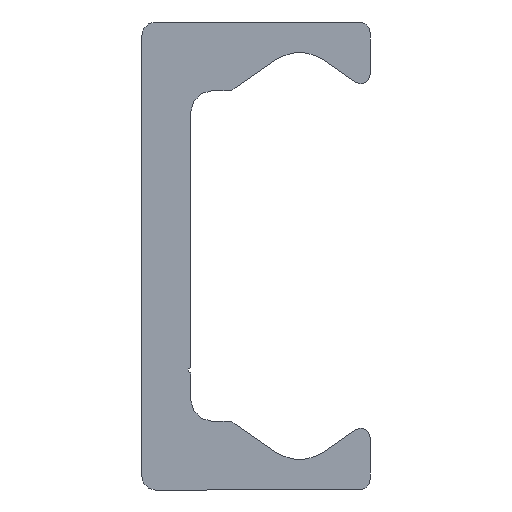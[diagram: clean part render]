
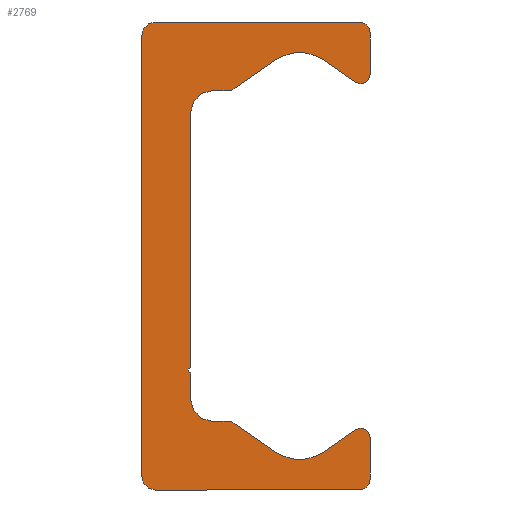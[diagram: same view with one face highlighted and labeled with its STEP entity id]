
A CAD part, left-side view. The second image highlights one B-rep face of the part: STEP entity #2769.
In plain terms, the highlighted planar face has unit normal (-1, 0, 0).
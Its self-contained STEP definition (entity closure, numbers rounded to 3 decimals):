
#1716=CARTESIAN_POINT('',(0.0,9.25,-21.5));
#1717=VERTEX_POINT('',#1716);
#1724=CARTESIAN_POINT('',(0.0,10.5,-20.25));
#1725=VERTEX_POINT('',#1724);
#1726=CARTESIAN_POINT('',(0.0,9.25,-20.25));
#1727=DIRECTION('',(1.0,0.0,0.0));
#1728=DIRECTION('',(0.0,0.0,-1.0));
#1729=AXIS2_PLACEMENT_3D('',#1726,#1727,#1728);
#1730=CIRCLE('',#1729,1.25);
#1731=EDGE_CURVE('',#1717,#1725,#1730,.T.);
#1755=CARTESIAN_POINT('',(0.0,-9.5,-21.5));
#1756=VERTEX_POINT('',#1755);
#1763=CARTESIAN_POINT('',(0.0,-9.5,-21.5));
#1764=DIRECTION('',(0.0,1.0,0.0));
#1765=VECTOR('',#1764,18.75);
#1766=LINE('',#1763,#1765);
#1767=EDGE_CURVE('',#1756,#1717,#1766,.T.);
#1787=CARTESIAN_POINT('',(0.0,-10.5,-20.5));
#1788=VERTEX_POINT('',#1787);
#1795=CARTESIAN_POINT('',(0.0,-9.5,-20.5));
#1796=DIRECTION('',(1.0,0.0,0.0));
#1797=DIRECTION('',(0.0,-1.0,0.0));
#1798=AXIS2_PLACEMENT_3D('',#1795,#1796,#1797);
#1799=CIRCLE('',#1798,1.0);
#1800=EDGE_CURVE('',#1788,#1756,#1799,.T.);
#1819=CARTESIAN_POINT('',(0.0,-10.5,-16.65));
#1820=VERTEX_POINT('',#1819);
#1827=CARTESIAN_POINT('',(0.0,-10.5,-16.65));
#1828=DIRECTION('',(0.0,0.0,-1.0));
#1829=VECTOR('',#1828,3.85);
#1830=LINE('',#1827,#1829);
#1831=EDGE_CURVE('',#1820,#1788,#1830,.T.);
#1851=CARTESIAN_POINT('',(0.0,-9.162,-15.954));
#1852=VERTEX_POINT('',#1851);
#1859=CARTESIAN_POINT('',(0.0,-9.65,-16.65));
#1860=DIRECTION('',(1.0,0.0,0.0));
#1861=DIRECTION('',(0.0,0.574,0.819));
#1862=AXIS2_PLACEMENT_3D('',#1859,#1860,#1861);
#1863=CIRCLE('',#1862,0.85);
#1864=EDGE_CURVE('',#1852,#1820,#1863,.T.);
#1883=CARTESIAN_POINT('',(0.0,-6.294,-17.962));
#1884=VERTEX_POINT('',#1883);
#1891=CARTESIAN_POINT('',(0.0,-6.294,-17.962));
#1892=DIRECTION('',(0.0,-0.819,0.574));
#1893=VECTOR('',#1892,3.501);
#1894=LINE('',#1891,#1893);
#1895=EDGE_CURVE('',#1884,#1852,#1894,.T.);
#1915=CARTESIAN_POINT('',(0.0,-1.706,-17.962));
#1916=VERTEX_POINT('',#1915);
#1923=CARTESIAN_POINT('',(0.0,-4.,-14.685));
#1924=DIRECTION('',(-1.0,0.0,0.0));
#1925=DIRECTION('',(0.0,0.574,0.819));
#1926=AXIS2_PLACEMENT_3D('',#1923,#1924,#1925);
#1927=CIRCLE('',#1926,4.0);
#1928=EDGE_CURVE('',#1916,#1884,#1927,.T.);
#1947=CARTESIAN_POINT('',(0.0,1.981,-15.381));
#1948=VERTEX_POINT('',#1947);
#1955=CARTESIAN_POINT('',(0.0,1.981,-15.381));
#1956=DIRECTION('',(0.0,-0.819,-0.574));
#1957=VECTOR('',#1956,4.5);
#1958=LINE('',#1955,#1957);
#1959=EDGE_CURVE('',#1948,#1916,#1958,.T.);
#1979=CARTESIAN_POINT('',(0.0,2.554,-15.2));
#1980=VERTEX_POINT('',#1979);
#1987=CARTESIAN_POINT('',(0.0,2.554,-16.2));
#1988=DIRECTION('',(1.0,0.0,0.0));
#1989=DIRECTION('',(0.0,0.0,1.0));
#1990=AXIS2_PLACEMENT_3D('',#1987,#1988,#1989);
#1991=CIRCLE('',#1990,1.);
#1992=EDGE_CURVE('',#1980,#1948,#1991,.T.);
#2011=CARTESIAN_POINT('',(0.0,4.0,-15.2));
#2012=VERTEX_POINT('',#2011);
#2019=CARTESIAN_POINT('',(0.0,4.0,-15.2));
#2020=DIRECTION('',(0.0,-1.0,0.0));
#2021=VECTOR('',#2020,1.446);
#2022=LINE('',#2019,#2021);
#2023=EDGE_CURVE('',#2012,#1980,#2022,.T.);
#2043=CARTESIAN_POINT('',(0.0,6.,-13.2));
#2044=VERTEX_POINT('',#2043);
#2051=CARTESIAN_POINT('',(0.0,4.,-13.2));
#2052=DIRECTION('',(-1.0,0.0,0.0));
#2053=DIRECTION('',(0.0,0.0,1.0));
#2054=AXIS2_PLACEMENT_3D('',#2051,#2052,#2053);
#2055=CIRCLE('',#2054,2.0);
#2056=EDGE_CURVE('',#2044,#2012,#2055,.T.);
#2075=CARTESIAN_POINT('',(0.0,6.,-10.75));
#2076=VERTEX_POINT('',#2075);
#2083=CARTESIAN_POINT('',(0.0,6.,-10.75));
#2084=DIRECTION('',(0.0,0.0,-1.0));
#2085=VECTOR('',#2084,2.45);
#2086=LINE('',#2083,#2085);
#2087=EDGE_CURVE('',#2076,#2044,#2086,.T.);
#2107=CARTESIAN_POINT('',(0.0,6.,-10.25));
#2108=VERTEX_POINT('',#2107);
#2115=CARTESIAN_POINT('',(0.0,6.,-10.5));
#2116=DIRECTION('',(-1.0,0.0,0.0));
#2117=DIRECTION('',(0.0,0.0,1.0));
#2118=AXIS2_PLACEMENT_3D('',#2115,#2116,#2117);
#2119=CIRCLE('',#2118,0.25);
#2120=EDGE_CURVE('',#2108,#2076,#2119,.T.);
#2139=CARTESIAN_POINT('',(0.0,6.,13.2));
#2140=VERTEX_POINT('',#2139);
#2147=CARTESIAN_POINT('',(0.0,6.,13.2));
#2148=DIRECTION('',(0.0,0.0,-1.0));
#2149=VECTOR('',#2148,23.45);
#2150=LINE('',#2147,#2149);
#2151=EDGE_CURVE('',#2140,#2108,#2150,.T.);
#2273=CARTESIAN_POINT('',(0.0,4.0,15.2));
#2274=VERTEX_POINT('',#2273);
#2281=CARTESIAN_POINT('',(0.0,4.,13.2));
#2282=DIRECTION('',(-1.0,0.0,0.0));
#2283=DIRECTION('',(0.0,-1.0,0.0));
#2284=AXIS2_PLACEMENT_3D('',#2281,#2282,#2283);
#2285=CIRCLE('',#2284,2.0);
#2286=EDGE_CURVE('',#2274,#2140,#2285,.T.);
#2305=CARTESIAN_POINT('',(0.0,2.554,15.2));
#2306=VERTEX_POINT('',#2305);
#2313=CARTESIAN_POINT('',(0.0,2.554,15.2));
#2314=DIRECTION('',(0.0,1.0,0.0));
#2315=VECTOR('',#2314,1.446);
#2316=LINE('',#2313,#2315);
#2317=EDGE_CURVE('',#2306,#2274,#2316,.T.);
#2337=CARTESIAN_POINT('',(0.0,1.981,15.381));
#2338=VERTEX_POINT('',#2337);
#2345=CARTESIAN_POINT('',(0.0,2.554,16.2));
#2346=DIRECTION('',(1.0,0.0,0.0));
#2347=DIRECTION('',(0.0,-0.574,-0.819));
#2348=AXIS2_PLACEMENT_3D('',#2345,#2346,#2347);
#2349=CIRCLE('',#2348,1.);
#2350=EDGE_CURVE('',#2338,#2306,#2349,.T.);
#2369=CARTESIAN_POINT('',(0.0,-1.706,17.962));
#2370=VERTEX_POINT('',#2369);
#2377=CARTESIAN_POINT('',(0.0,-1.706,17.962));
#2378=DIRECTION('',(0.0,0.819,-0.574));
#2379=VECTOR('',#2378,4.5);
#2380=LINE('',#2377,#2379);
#2381=EDGE_CURVE('',#2370,#2338,#2380,.T.);
#2401=CARTESIAN_POINT('',(0.0,-6.294,17.962));
#2402=VERTEX_POINT('',#2401);
#2409=CARTESIAN_POINT('',(0.0,-4.,14.685));
#2410=DIRECTION('',(-1.0,0.0,0.0));
#2411=DIRECTION('',(0.0,-0.574,-0.819));
#2412=AXIS2_PLACEMENT_3D('',#2409,#2410,#2411);
#2413=CIRCLE('',#2412,4.0);
#2414=EDGE_CURVE('',#2402,#2370,#2413,.T.);
#2433=CARTESIAN_POINT('',(0.0,-9.162,15.954));
#2434=VERTEX_POINT('',#2433);
#2441=CARTESIAN_POINT('',(0.0,-9.162,15.954));
#2442=DIRECTION('',(0.0,0.819,0.574));
#2443=VECTOR('',#2442,3.501);
#2444=LINE('',#2441,#2443);
#2445=EDGE_CURVE('',#2434,#2402,#2444,.T.);
#2465=CARTESIAN_POINT('',(0.0,-10.5,16.65));
#2466=VERTEX_POINT('',#2465);
#2473=CARTESIAN_POINT('',(0.0,-9.65,16.65));
#2474=DIRECTION('',(1.0,0.0,0.0));
#2475=DIRECTION('',(0.0,-1.0,0.0));
#2476=AXIS2_PLACEMENT_3D('',#2473,#2474,#2475);
#2477=CIRCLE('',#2476,0.85);
#2478=EDGE_CURVE('',#2466,#2434,#2477,.T.);
#2497=CARTESIAN_POINT('',(0.0,-10.5,20.5));
#2498=VERTEX_POINT('',#2497);
#2505=CARTESIAN_POINT('',(0.0,-10.5,20.5));
#2506=DIRECTION('',(0.0,0.0,-1.0));
#2507=VECTOR('',#2506,3.85);
#2508=LINE('',#2505,#2507);
#2509=EDGE_CURVE('',#2498,#2466,#2508,.T.);
#2529=CARTESIAN_POINT('',(0.0,-9.5,21.5));
#2530=VERTEX_POINT('',#2529);
#2537=CARTESIAN_POINT('',(0.0,-9.5,20.5));
#2538=DIRECTION('',(1.0,0.0,0.0));
#2539=DIRECTION('',(0.0,0.0,1.0));
#2540=AXIS2_PLACEMENT_3D('',#2537,#2538,#2539);
#2541=CIRCLE('',#2540,1.0);
#2542=EDGE_CURVE('',#2530,#2498,#2541,.T.);
#2561=CARTESIAN_POINT('',(0.0,9.25,21.5));
#2562=VERTEX_POINT('',#2561);
#2569=CARTESIAN_POINT('',(0.0,9.25,21.5));
#2570=DIRECTION('',(0.0,-1.0,0.0));
#2571=VECTOR('',#2570,18.75);
#2572=LINE('',#2569,#2571);
#2573=EDGE_CURVE('',#2562,#2530,#2572,.T.);
#2593=CARTESIAN_POINT('',(0.0,10.5,20.25));
#2594=VERTEX_POINT('',#2593);
#2601=CARTESIAN_POINT('',(0.0,9.25,20.25));
#2602=DIRECTION('',(1.0,0.0,0.0));
#2603=DIRECTION('',(0.0,1.0,0.0));
#2604=AXIS2_PLACEMENT_3D('',#2601,#2602,#2603);
#2605=CIRCLE('',#2604,1.25);
#2606=EDGE_CURVE('',#2594,#2562,#2605,.T.);
#2624=CARTESIAN_POINT('',(0.0,10.5,-20.25));
#2625=DIRECTION('',(0.0,0.0,1.0));
#2626=VECTOR('',#2625,40.5);
#2627=LINE('',#2624,#2626);
#2628=EDGE_CURVE('',#1725,#2594,#2627,.T.);
#2736=CARTESIAN_POINT('',(0.0,2.66,-0.019));
#2737=DIRECTION('',(1.0,0.0,0.0));
#2738=DIRECTION('',(0.0,0.0,-1.0));
#2739=AXIS2_PLACEMENT_3D('',#2736,#2737,#2738);
#2740=PLANE('',#2739);
#2741=ORIENTED_EDGE('',*,*,#2628,.F.);
#2742=ORIENTED_EDGE('',*,*,#1731,.F.);
#2743=ORIENTED_EDGE('',*,*,#1767,.F.);
#2744=ORIENTED_EDGE('',*,*,#1800,.F.);
#2745=ORIENTED_EDGE('',*,*,#1831,.F.);
#2746=ORIENTED_EDGE('',*,*,#1864,.F.);
#2747=ORIENTED_EDGE('',*,*,#1895,.F.);
#2748=ORIENTED_EDGE('',*,*,#1928,.F.);
#2749=ORIENTED_EDGE('',*,*,#1959,.F.);
#2750=ORIENTED_EDGE('',*,*,#1992,.F.);
#2751=ORIENTED_EDGE('',*,*,#2023,.F.);
#2752=ORIENTED_EDGE('',*,*,#2056,.F.);
#2753=ORIENTED_EDGE('',*,*,#2087,.F.);
#2754=ORIENTED_EDGE('',*,*,#2120,.F.);
#2755=ORIENTED_EDGE('',*,*,#2151,.F.);
#2756=ORIENTED_EDGE('',*,*,#2286,.F.);
#2757=ORIENTED_EDGE('',*,*,#2317,.F.);
#2758=ORIENTED_EDGE('',*,*,#2350,.F.);
#2759=ORIENTED_EDGE('',*,*,#2381,.F.);
#2760=ORIENTED_EDGE('',*,*,#2414,.F.);
#2761=ORIENTED_EDGE('',*,*,#2445,.F.);
#2762=ORIENTED_EDGE('',*,*,#2478,.F.);
#2763=ORIENTED_EDGE('',*,*,#2509,.F.);
#2764=ORIENTED_EDGE('',*,*,#2542,.F.);
#2765=ORIENTED_EDGE('',*,*,#2573,.F.);
#2766=ORIENTED_EDGE('',*,*,#2606,.F.);
#2767=EDGE_LOOP('',(#2741,#2742,#2743,#2744,#2745,#2746,#2747,#2748,#2749,#2750,#2751,#2752,#2753,#2754,#2755,#2756,#2757,#2758,#2759,#2760,#2761,#2762,#2763,#2764,#2765,#2766));
#2768=FACE_OUTER_BOUND('',#2767,.T.);
#2769=ADVANCED_FACE('',(#2768),#2740,.F.);
